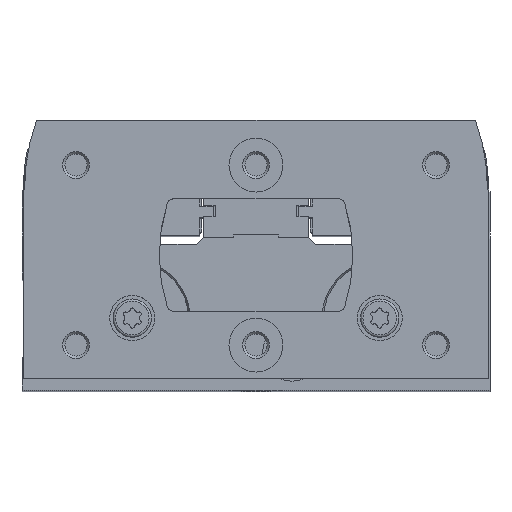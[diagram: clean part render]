
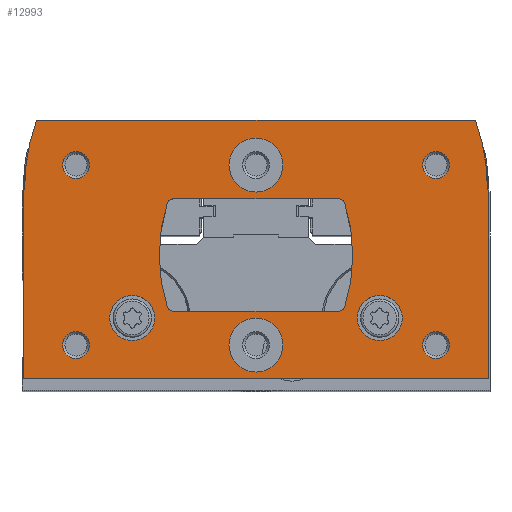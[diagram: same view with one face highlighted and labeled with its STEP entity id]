
A CAD part, top view. The second image highlights one B-rep face of the part: STEP entity #12993.
In plain terms, the highlighted planar face has unit normal (0, 0, 1).
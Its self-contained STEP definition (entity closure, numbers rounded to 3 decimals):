
#502=LINE('',#20193,#1272);
#507=LINE('',#20203,#1277);
#526=LINE('',#20252,#1296);
#532=LINE('',#20264,#1302);
#546=LINE('',#20335,#1316);
#548=LINE('',#20338,#1318);
#549=LINE('',#20388,#1319);
#550=LINE('',#20408,#1320);
#1272=VECTOR('',#16478,1000.);
#1277=VECTOR('',#16485,1000.);
#1296=VECTOR('',#16522,1000.);
#1302=VECTOR('',#16532,1000.);
#1316=VECTOR('',#16584,1000.);
#1318=VECTOR('',#16588,1000.);
#1319=VECTOR('',#16639,1000.);
#1320=VECTOR('',#16660,1000.);
#1771=PLANE('',#14042);
#3362=ORIENTED_EDGE('',*,*,#5852,.F.);
#3363=ORIENTED_EDGE('',*,*,#5853,.F.);
#3364=ORIENTED_EDGE('',*,*,#5854,.T.);
#3365=ORIENTED_EDGE('',*,*,#5855,.T.);
#3366=ORIENTED_EDGE('',*,*,#5856,.T.);
#3367=ORIENTED_EDGE('',*,*,#5857,.T.);
#3368=ORIENTED_EDGE('',*,*,#5858,.T.);
#3369=ORIENTED_EDGE('',*,*,#5859,.T.);
#3370=ORIENTED_EDGE('',*,*,#5807,.F.);
#3371=ORIENTED_EDGE('',*,*,#5824,.F.);
#3372=ORIENTED_EDGE('',*,*,#5819,.F.);
#3373=ORIENTED_EDGE('',*,*,#5816,.F.);
#3374=ORIENTED_EDGE('',*,*,#5860,.F.);
#3375=ORIENTED_EDGE('',*,*,#5861,.F.);
#3376=ORIENTED_EDGE('',*,*,#5862,.F.);
#3377=ORIENTED_EDGE('',*,*,#5810,.F.);
#3378=ORIENTED_EDGE('',*,*,#5794,.T.);
#3379=ORIENTED_EDGE('',*,*,#5788,.T.);
#3380=ORIENTED_EDGE('',*,*,#5826,.T.);
#3381=ORIENTED_EDGE('',*,*,#5758,.T.);
#3382=ORIENTED_EDGE('',*,*,#5763,.T.);
#3383=ORIENTED_EDGE('',*,*,#5767,.T.);
#3384=ORIENTED_EDGE('',*,*,#5851,.T.);
#3385=ORIENTED_EDGE('',*,*,#5800,.T.);
#5758=EDGE_CURVE('',#7146,#7145,#502,.T.);
#5763=EDGE_CURVE('',#7145,#7149,#507,.T.);
#5767=EDGE_CURVE('',#7149,#7151,#8031,.T.);
#5788=EDGE_CURVE('',#7168,#7170,#526,.T.);
#5794=EDGE_CURVE('',#7174,#7168,#532,.T.);
#5800=EDGE_CURVE('',#7179,#7174,#8037,.T.);
#5807=EDGE_CURVE('',#7183,#7184,#8040,.T.);
#5810=EDGE_CURVE('',#7184,#7185,#8041,.T.);
#5816=EDGE_CURVE('',#7189,#7190,#8044,.T.);
#5819=EDGE_CURVE('',#7190,#7192,#8045,.T.);
#5824=EDGE_CURVE('',#7192,#7183,#546,.T.);
#5826=EDGE_CURVE('',#7170,#7146,#548,.T.);
#5851=EDGE_CURVE('',#7151,#7179,#549,.T.);
#5852=EDGE_CURVE('',#7219,#7219,#8072,.T.);
#5853=EDGE_CURVE('',#7220,#7220,#8073,.T.);
#5854=EDGE_CURVE('',#7221,#7221,#8074,.T.);
#5855=EDGE_CURVE('',#7222,#7222,#8075,.T.);
#5856=EDGE_CURVE('',#7223,#7223,#8076,.T.);
#5857=EDGE_CURVE('',#7224,#7224,#8077,.T.);
#5858=EDGE_CURVE('',#7225,#7225,#8078,.T.);
#5859=EDGE_CURVE('',#7226,#7226,#8079,.T.);
#5860=EDGE_CURVE('',#7227,#7189,#8080,.T.);
#5861=EDGE_CURVE('',#7228,#7227,#550,.T.);
#5862=EDGE_CURVE('',#7185,#7228,#8081,.T.);
#7145=VERTEX_POINT('',#20192);
#7146=VERTEX_POINT('',#20194);
#7149=VERTEX_POINT('',#20202);
#7151=VERTEX_POINT('',#20209);
#7168=VERTEX_POINT('',#20246);
#7170=VERTEX_POINT('',#20251);
#7174=VERTEX_POINT('',#20262);
#7179=VERTEX_POINT('',#20277);
#7183=VERTEX_POINT('',#20292);
#7184=VERTEX_POINT('',#20294);
#7185=VERTEX_POINT('',#20302);
#7189=VERTEX_POINT('',#20315);
#7190=VERTEX_POINT('',#20317);
#7192=VERTEX_POINT('',#20327);
#7219=VERTEX_POINT('',#20391);
#7220=VERTEX_POINT('',#20393);
#7221=VERTEX_POINT('',#20395);
#7222=VERTEX_POINT('',#20397);
#7223=VERTEX_POINT('',#20399);
#7224=VERTEX_POINT('',#20401);
#7225=VERTEX_POINT('',#20403);
#7226=VERTEX_POINT('',#20405);
#7227=VERTEX_POINT('',#20407);
#7228=VERTEX_POINT('',#20409);
#8031=CIRCLE('',#13988,46.);
#8037=CIRCLE('',#14000,46.);
#8040=CIRCLE('',#14004,1.5);
#8041=CIRCLE('',#14006,38.);
#8044=CIRCLE('',#14010,38.);
#8045=CIRCLE('',#14012,1.5);
#8072=CIRCLE('',#14043,5.);
#8073=CIRCLE('',#14044,5.);
#8074=CIRCLE('',#14045,6.);
#8075=CIRCLE('',#14046,6.);
#8076=CIRCLE('',#14047,3.);
#8077=CIRCLE('',#14048,3.);
#8078=CIRCLE('',#14049,3.);
#8079=CIRCLE('',#14050,3.);
#8080=CIRCLE('',#14051,1.5);
#8081=CIRCLE('',#14052,1.5);
#8945=EDGE_LOOP('',(#3362));
#8946=EDGE_LOOP('',(#3363));
#8947=EDGE_LOOP('',(#3364));
#8948=EDGE_LOOP('',(#3365));
#8949=EDGE_LOOP('',(#3366));
#8950=EDGE_LOOP('',(#3367));
#8951=EDGE_LOOP('',(#3368));
#8952=EDGE_LOOP('',(#3369));
#8953=EDGE_LOOP('',(#3370,#3371,#3372,#3373,#3374,#3375,#3376,#3377));
#8954=EDGE_LOOP('',(#3378,#3379,#3380,#3381,#3382,#3383,#3384,#3385));
#9909=FACE_BOUND('',#8945,.T.);
#9910=FACE_BOUND('',#8946,.T.);
#9911=FACE_BOUND('',#8947,.T.);
#9912=FACE_BOUND('',#8948,.T.);
#9913=FACE_BOUND('',#8949,.T.);
#9914=FACE_BOUND('',#8950,.T.);
#9915=FACE_BOUND('',#8951,.T.);
#9916=FACE_BOUND('',#8952,.T.);
#9917=FACE_BOUND('',#8953,.T.);
#9918=FACE_BOUND('',#8954,.T.);
#12993=ADVANCED_FACE('',(#9909,#9910,#9911,#9912,#9913,#9914,#9915,#9916,
#9917,#9918),#1771,.T.);
#13988=AXIS2_PLACEMENT_3D('',#20210,#16492,#16493);
#14000=AXIS2_PLACEMENT_3D('',#20276,#16543,#16544);
#14004=AXIS2_PLACEMENT_3D('',#20293,#16554,#16555);
#14006=AXIS2_PLACEMENT_3D('',#20301,#16559,#16560);
#14010=AXIS2_PLACEMENT_3D('',#20316,#16569,#16570);
#14012=AXIS2_PLACEMENT_3D('',#20326,#16574,#16575);
#14042=AXIS2_PLACEMENT_3D('',#20389,#16640,#16641);
#14043=AXIS2_PLACEMENT_3D('',#20390,#16642,#16643);
#14044=AXIS2_PLACEMENT_3D('',#20392,#16644,#16645);
#14045=AXIS2_PLACEMENT_3D('',#20394,#16646,#16647);
#14046=AXIS2_PLACEMENT_3D('',#20396,#16648,#16649);
#14047=AXIS2_PLACEMENT_3D('',#20398,#16650,#16651);
#14048=AXIS2_PLACEMENT_3D('',#20400,#16652,#16653);
#14049=AXIS2_PLACEMENT_3D('',#20402,#16654,#16655);
#14050=AXIS2_PLACEMENT_3D('',#20404,#16656,#16657);
#14051=AXIS2_PLACEMENT_3D('',#20406,#16658,#16659);
#14052=AXIS2_PLACEMENT_3D('',#20410,#16661,#16662);
#16478=DIRECTION('',(0.,1.,0.));
#16485=DIRECTION('',(-0.866,0.5,0.));
#16492=DIRECTION('',(0.,0.,1.));
#16493=DIRECTION('',(1.,0.,0.));
#16522=DIRECTION('',(0.,-1.,0.));
#16532=DIRECTION('',(-0.866,-0.5,0.));
#16543=DIRECTION('',(0.,0.,1.));
#16544=DIRECTION('',(1.,0.,0.));
#16554=DIRECTION('',(0.,0.,1.));
#16555=DIRECTION('',(1.,0.,0.));
#16559=DIRECTION('',(0.,0.,1.));
#16560=DIRECTION('',(1.,0.,0.));
#16569=DIRECTION('',(0.,0.,1.));
#16570=DIRECTION('',(1.,0.,0.));
#16574=DIRECTION('',(0.,0.,1.));
#16575=DIRECTION('',(1.,0.,0.));
#16584=DIRECTION('',(-1.,0.,0.));
#16588=DIRECTION('',(1.,0.,0.));
#16639=DIRECTION('',(-1.,0.,0.));
#16640=DIRECTION('',(0.,0.,1.));
#16641=DIRECTION('',(1.,0.,0.));
#16642=DIRECTION('',(0.,0.,1.));
#16643=DIRECTION('',(1.,0.,0.));
#16644=DIRECTION('',(0.,0.,1.));
#16645=DIRECTION('',(1.,0.,0.));
#16646=DIRECTION('',(0.,0.,-1.));
#16647=DIRECTION('',(-1.,0.,0.));
#16648=DIRECTION('',(0.,0.,-1.));
#16649=DIRECTION('',(-1.,0.,0.));
#16650=DIRECTION('',(0.,0.,-1.));
#16651=DIRECTION('',(-1.,0.,0.));
#16652=DIRECTION('',(0.,0.,-1.));
#16653=DIRECTION('',(-1.,0.,0.));
#16654=DIRECTION('',(0.,0.,-1.));
#16655=DIRECTION('',(-1.,0.,0.));
#16656=DIRECTION('',(0.,0.,-1.));
#16657=DIRECTION('',(-1.,0.,0.));
#16658=DIRECTION('',(0.,0.,1.));
#16659=DIRECTION('',(1.,0.,0.));
#16660=DIRECTION('',(1.,0.,0.));
#16661=DIRECTION('',(0.,0.,1.));
#16662=DIRECTION('',(1.,0.,0.));
#20192=CARTESIAN_POINT('',(51.75,41.827,0.));
#20193=CARTESIAN_POINT('',(51.75,0.,0.));
#20194=CARTESIAN_POINT('',(51.75,0.,0.));
#20202=CARTESIAN_POINT('',(51.45,42.,0.));
#20203=CARTESIAN_POINT('',(51.75,41.827,0.));
#20209=CARTESIAN_POINT('',(48.76,57.5,0.));
#20210=CARTESIAN_POINT('',(5.45,42.,0.));
#20246=CARTESIAN_POINT('',(-51.75,41.827,0.));
#20251=CARTESIAN_POINT('',(-51.75,0.,0.));
#20252=CARTESIAN_POINT('',(-51.75,41.827,0.));
#20262=CARTESIAN_POINT('',(-51.45,42.,0.));
#20264=CARTESIAN_POINT('',(-51.45,42.,0.));
#20276=CARTESIAN_POINT('',(-5.45,42.,0.));
#20277=CARTESIAN_POINT('',(-48.76,57.5,0.));
#20292=CARTESIAN_POINT('',(-18.303,40.,0.));
#20293=CARTESIAN_POINT('',(-18.303,38.5,0.));
#20294=CARTESIAN_POINT('',(-19.733,38.952,0.));
#20301=CARTESIAN_POINT('',(16.5,27.5,0.));
#20302=CARTESIAN_POINT('',(-19.733,16.048,0.));
#20315=CARTESIAN_POINT('',(19.733,16.048,0.));
#20316=CARTESIAN_POINT('',(-16.5,27.5,0.));
#20317=CARTESIAN_POINT('',(19.733,38.952,0.));
#20326=CARTESIAN_POINT('',(18.303,38.5,0.));
#20327=CARTESIAN_POINT('',(18.303,40.,0.));
#20335=CARTESIAN_POINT('',(18.303,40.,0.));
#20338=CARTESIAN_POINT('',(-51.75,0.,0.));
#20388=CARTESIAN_POINT('',(48.76,57.5,0.));
#20389=CARTESIAN_POINT('',(5.45,42.,0.));
#20390=CARTESIAN_POINT('',(-27.5,13.5,0.));
#20391=CARTESIAN_POINT('',(-22.5,13.5,0.));
#20392=CARTESIAN_POINT('',(27.5,13.5,0.));
#20393=CARTESIAN_POINT('',(32.5,13.5,0.));
#20394=CARTESIAN_POINT('',(0.,7.5,0.));
#20395=CARTESIAN_POINT('',(-6.,7.5,0.));
#20396=CARTESIAN_POINT('',(0.,47.5,0.));
#20397=CARTESIAN_POINT('',(-6.,47.5,0.));
#20398=CARTESIAN_POINT('',(40.,7.5,0.));
#20399=CARTESIAN_POINT('',(37.,7.5,0.));
#20400=CARTESIAN_POINT('',(-40.,7.5,0.));
#20401=CARTESIAN_POINT('',(-43.,7.5,0.));
#20402=CARTESIAN_POINT('',(-40.,47.5,0.));
#20403=CARTESIAN_POINT('',(-43.,47.5,0.));
#20404=CARTESIAN_POINT('',(40.,47.5,0.));
#20405=CARTESIAN_POINT('',(37.,47.5,0.));
#20406=CARTESIAN_POINT('',(18.303,16.5,0.));
#20407=CARTESIAN_POINT('',(18.303,15.,0.));
#20408=CARTESIAN_POINT('',(-18.303,15.,0.));
#20409=CARTESIAN_POINT('',(-18.303,15.,0.));
#20410=CARTESIAN_POINT('',(-18.303,16.5,0.));
